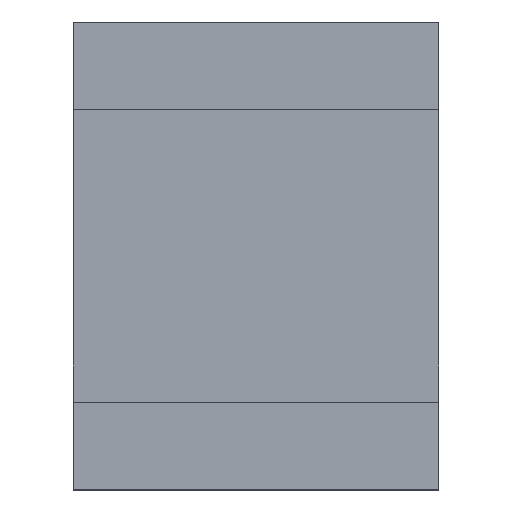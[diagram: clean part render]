
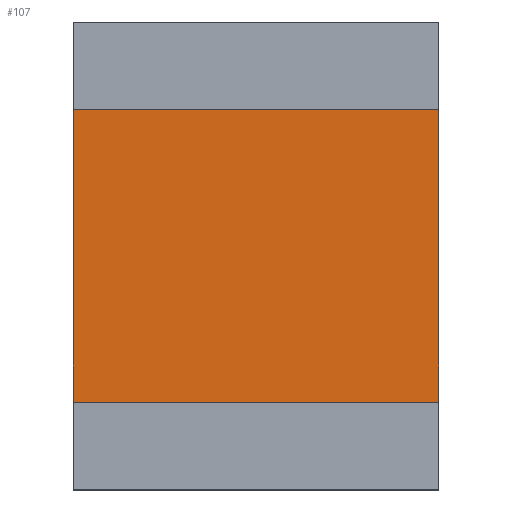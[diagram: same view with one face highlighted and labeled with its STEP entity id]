
A CAD part, top view. The second image highlights one B-rep face of the part: STEP entity #107.
In plain terms, the highlighted planar face has unit normal (0, 0, 1).
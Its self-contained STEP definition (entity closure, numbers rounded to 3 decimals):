
#107 = ADVANCED_FACE( '', ( #180 ), #181, .T. );
#180 = FACE_OUTER_BOUND( '', #230, .T. );
#181 = PLANE( '', #231 );
#230 = EDGE_LOOP( '', ( #318, #319, #320, #321 ) );
#231 = AXIS2_PLACEMENT_3D( '', #322, #323, #324 );
#318 = ORIENTED_EDGE( '', *, *, #346, .T. );
#319 = ORIENTED_EDGE( '', *, *, #368, .T. );
#320 = ORIENTED_EDGE( '', *, *, #358, .T. );
#321 = ORIENTED_EDGE( '', *, *, #365, .T. );
#322 = CARTESIAN_POINT( '', ( 0., 0., 0.5 ) );
#323 = DIRECTION( '', ( 0., 0., 1. ) );
#324 = DIRECTION( '', ( 1., 0., 0. ) );
#346 = EDGE_CURVE( '', #391, #389, #392, .T. );
#358 = EDGE_CURVE( '', #409, #407, #410, .T. );
#365 = EDGE_CURVE( '', #407, #391, #417, .T. );
#368 = EDGE_CURVE( '', #389, #409, #420, .T. );
#389 = VERTEX_POINT( '', #449 );
#391 = VERTEX_POINT( '', #452 );
#392 = LINE( '', #453, #454 );
#407 = VERTEX_POINT( '', #476 );
#409 = VERTEX_POINT( '', #479 );
#410 = LINE( '', #480, #481 );
#417 = LINE( '', #491, #492 );
#420 = LINE( '', #495, #496 );
#449 = CARTESIAN_POINT( '', ( -1.25, 1., 0.5 ) );
#452 = CARTESIAN_POINT( '', ( 1.25, 1., 0.5 ) );
#453 = CARTESIAN_POINT( '', ( 1.25, 1., 0.5 ) );
#454 = VECTOR( '', #507, 1000. );
#476 = CARTESIAN_POINT( '', ( 1.25, -1., 0.5 ) );
#479 = CARTESIAN_POINT( '', ( -1.25, -1., 0.5 ) );
#480 = CARTESIAN_POINT( '', ( -1.25, -1., 0.5 ) );
#481 = VECTOR( '', #516, 1000. );
#491 = CARTESIAN_POINT( '', ( 1.25, -1., 0.5 ) );
#492 = VECTOR( '', #520, 1000. );
#495 = CARTESIAN_POINT( '', ( -1.25, 1., 0.5 ) );
#496 = VECTOR( '', #521, 1000. );
#507 = DIRECTION( '', ( -1., 0., 0. ) );
#516 = DIRECTION( '', ( 1., 0., 0. ) );
#520 = DIRECTION( '', ( 0., 1., 0. ) );
#521 = DIRECTION( '', ( 0., -1., 0. ) );
